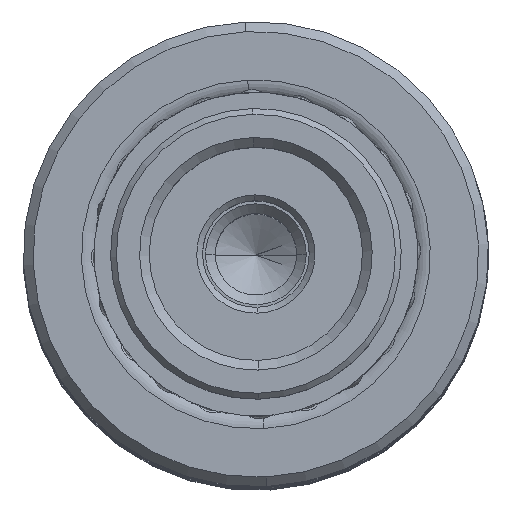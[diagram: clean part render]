
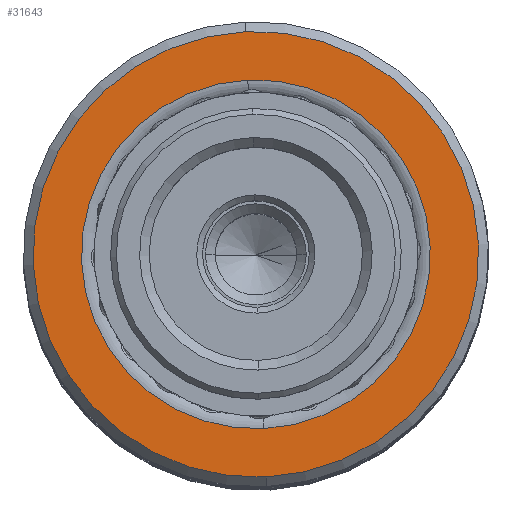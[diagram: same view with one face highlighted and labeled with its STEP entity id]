
A CAD part, top view. The second image highlights one B-rep face of the part: STEP entity #31643.
In plain terms, the highlighted face is planar.
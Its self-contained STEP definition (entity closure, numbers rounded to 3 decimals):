
#748 = AXIS2_PLACEMENT_3D ( 'NONE', #6649, #25017, #9292 ) ;
#825 = CARTESIAN_POINT ( 'NONE',  ( 0., 0., 0. ) ) ;
#1149 = DIRECTION ( 'NONE',  ( 1., 0., 0. ) ) ;
#3018 = AXIS2_PLACEMENT_3D ( 'NONE', #825, #19245, #3494 ) ;
#3494 = DIRECTION ( 'NONE',  ( 1., 0., 0. ) ) ;
#4474 = EDGE_CURVE ( 'NONE', #8242, #16577, #7670, .T. ) ;
#5388 = EDGE_LOOP ( 'NONE', ( #18176, #30949 ) ) ;
#6286 = DIRECTION ( 'NONE',  ( 0., 0., 1. ) ) ;
#6648 = DIRECTION ( 'NONE',  ( 0., 0., -1. ) ) ;
#6649 = CARTESIAN_POINT ( 'NONE',  ( 0., 0., 0. ) ) ;
#6991 = CIRCLE ( 'NONE', #22780, 11.5 ) ;
#7670 = CIRCLE ( 'NONE', #20925, 9. ) ;
#8242 = VERTEX_POINT ( 'NONE', #9157 ) ;
#9157 = CARTESIAN_POINT ( 'NONE',  ( 9., 0., 0. ) ) ;
#9292 = DIRECTION ( 'NONE',  ( 1., 0., 0. ) ) ;
#9718 = CIRCLE ( 'NONE', #33607, 11.5 ) ;
#15822 = VERTEX_POINT ( 'NONE', #29547 ) ;
#16577 = VERTEX_POINT ( 'NONE', #25336 ) ;
#16948 = DIRECTION ( 'NONE',  ( 0., 0., -1. ) ) ;
#18176 = ORIENTED_EDGE ( 'NONE', *, *, #20257, .T. ) ;
#18644 = FACE_OUTER_BOUND ( 'NONE', #5388, .T. ) ;
#18805 = CIRCLE ( 'NONE', #748, 9. ) ;
#19245 = DIRECTION ( 'NONE',  ( 0., 0., 1. ) ) ;
#20257 = EDGE_CURVE ( 'NONE', #30269, #15822, #9718, .T. ) ;
#20925 = AXIS2_PLACEMENT_3D ( 'NONE', #22020, #6286, #24655 ) ;
#22020 = CARTESIAN_POINT ( 'NONE',  ( 0., 0., 0. ) ) ;
#22382 = CARTESIAN_POINT ( 'NONE',  ( 0., 0., 0. ) ) ;
#22780 = AXIS2_PLACEMENT_3D ( 'NONE', #22382, #6648, #25016 ) ;
#24279 = EDGE_CURVE ( 'NONE', #15822, #30269, #6991, .T. ) ;
#24333 = ORIENTED_EDGE ( 'NONE', *, *, #26412, .T. ) ;
#24655 = DIRECTION ( 'NONE',  ( 1., 0., 0. ) ) ;
#25016 = DIRECTION ( 'NONE',  ( 1., 0., 0. ) ) ;
#25017 = DIRECTION ( 'NONE',  ( 0., 0., 1. ) ) ;
#25336 = CARTESIAN_POINT ( 'NONE',  ( -9., 0., 0. ) ) ;
#25645 = FACE_BOUND ( 'NONE', #27721, .T. ) ;
#26412 = EDGE_CURVE ( 'NONE', #16577, #8242, #18805, .T. ) ;
#27068 = PLANE ( 'NONE',  #3018 ) ;
#27721 = EDGE_LOOP ( 'NONE', ( #28079, #24333 ) ) ;
#28079 = ORIENTED_EDGE ( 'NONE', *, *, #4474, .T. ) ;
#29547 = CARTESIAN_POINT ( 'NONE',  ( -11.5, 0., 0. ) ) ;
#30269 = VERTEX_POINT ( 'NONE', #30600 ) ;
#30600 = CARTESIAN_POINT ( 'NONE',  ( 11.5, 0., 0. ) ) ;
#30949 = ORIENTED_EDGE ( 'NONE', *, *, #24279, .T. ) ;
#31643 = ADVANCED_FACE ( 'NONE', ( #25645, #18644 ), #27068, .F. ) ;
#32684 = CARTESIAN_POINT ( 'NONE',  ( 0., 0., 0. ) ) ;
#33607 = AXIS2_PLACEMENT_3D ( 'NONE', #32684, #16948, #1149 ) ;
